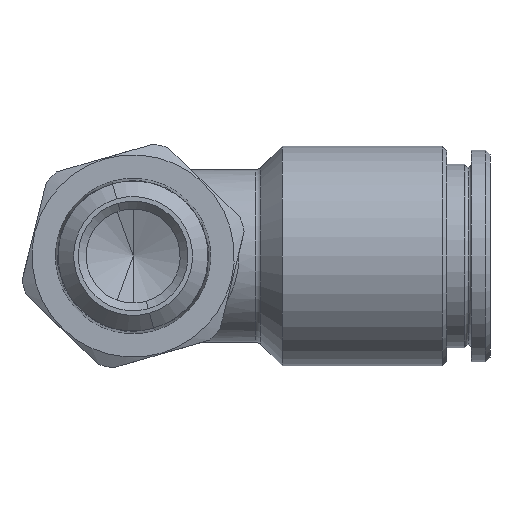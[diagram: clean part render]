
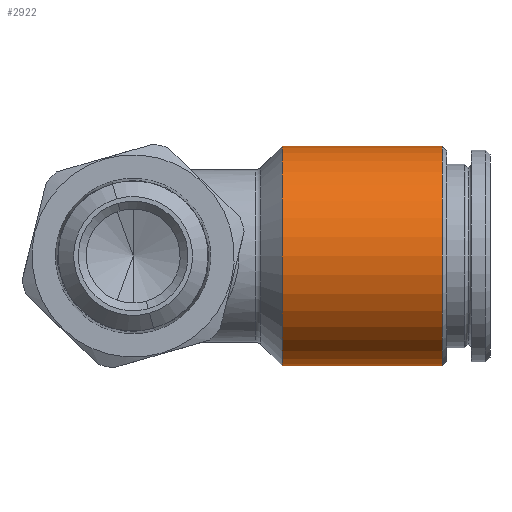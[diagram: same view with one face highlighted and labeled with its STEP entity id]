
A CAD part, front view. The second image highlights one B-rep face of the part: STEP entity #2922.
In plain terms, the highlighted cylindrical face has radius 7 mm (diameter 14 mm), a partial arc.
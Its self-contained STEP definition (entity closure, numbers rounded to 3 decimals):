
#42 = DIRECTION ( 'NONE',  ( 0., 0., 1. ) ) ;
#43 = DIRECTION ( 'NONE',  ( -1., 0., 0. ) ) ;
#44 = CARTESIAN_POINT ( 'NONE',  ( 0., 0., 0. ) ) ;
#45 = AXIS2_PLACEMENT_3D ( 'NONE', #44, #43, #42 ) ;
#46 = CYLINDRICAL_SURFACE ( 'NONE', #45, 7. ) ;
#48 = FACE_OUTER_BOUND ( 'NONE', #2948, .T. ) ;
#126 = DIRECTION ( 'NONE',  ( 0., 0., 1. ) ) ;
#127 = DIRECTION ( 'NONE',  ( -1., 0., 0. ) ) ;
#128 = CARTESIAN_POINT ( 'NONE',  ( 19.7, 0., 0. ) ) ;
#129 = AXIS2_PLACEMENT_3D ( 'NONE', #128, #127, #126 ) ;
#132 = CIRCLE ( 'NONE', #129, 7. ) ;
#1611 = VERTEX_POINT ( 'NONE', #9889 ) ;
#1615 = EDGE_CURVE ( 'NONE', #1634, #1616, #9886, .T. ) ;
#1616 = VERTEX_POINT ( 'NONE', #9882 ) ;
#1619 = VERTEX_POINT ( 'NONE', #9936 ) ;
#1634 = VERTEX_POINT ( 'NONE', #9931 ) ;
#1646 = EDGE_CURVE ( 'NONE', #1611, #1619, #9961, .T. ) ;
#1699 = EDGE_CURVE ( 'NONE', #1619, #1616, #11001, .T. ) ;
#2922 = ADVANCED_FACE ( 'NONE', ( #48 ), #46, .T. ) ;
#2938 = ORIENTED_EDGE ( 'NONE', *, *, #1646, .T. ) ;
#2939 = ORIENTED_EDGE ( 'NONE', *, *, #1699, .T. ) ;
#2942 = ORIENTED_EDGE ( 'NONE', *, *, #2943, .T. ) ;
#2943 = EDGE_CURVE ( 'NONE', #1634, #1611, #132, .T. ) ;
#2948 = EDGE_LOOP ( 'NONE', ( #2956, #2942, #2938, #2939 ) ) ;
#2956 = ORIENTED_EDGE ( 'NONE', *, *, #1615, .F. ) ;
#9882 = CARTESIAN_POINT ( 'NONE',  ( 9.5, 0., -7. ) ) ;
#9883 = DIRECTION ( 'NONE',  ( -1., 0., 0. ) ) ;
#9884 = VECTOR ( 'NONE', #9883, 1000. ) ;
#9885 = CARTESIAN_POINT ( 'NONE',  ( 0., 0., -7. ) ) ;
#9886 = LINE ( 'NONE', #9885, #9884 ) ;
#9889 = CARTESIAN_POINT ( 'NONE',  ( 19.7, 0., 7. ) ) ;
#9931 = CARTESIAN_POINT ( 'NONE',  ( 19.7, 0., -7. ) ) ;
#9936 = CARTESIAN_POINT ( 'NONE',  ( 9.5, 0., 7. ) ) ;
#9958 = DIRECTION ( 'NONE',  ( -1., 0., 0. ) ) ;
#9959 = VECTOR ( 'NONE', #9958, 1000. ) ;
#9960 = CARTESIAN_POINT ( 'NONE',  ( 0., 0., 7. ) ) ;
#9961 = LINE ( 'NONE', #9960, #9959 ) ;
#10894 = DIRECTION ( 'NONE',  ( 0., 0., -1. ) ) ;
#10896 = DIRECTION ( 'NONE',  ( 1., 0., 0. ) ) ;
#10898 = CARTESIAN_POINT ( 'NONE',  ( 9.5, 0., 0. ) ) ;
#10970 = AXIS2_PLACEMENT_3D ( 'NONE', #10898, #10896, #10894 ) ;
#11001 = CIRCLE ( 'NONE', #10970, 7. ) ;
